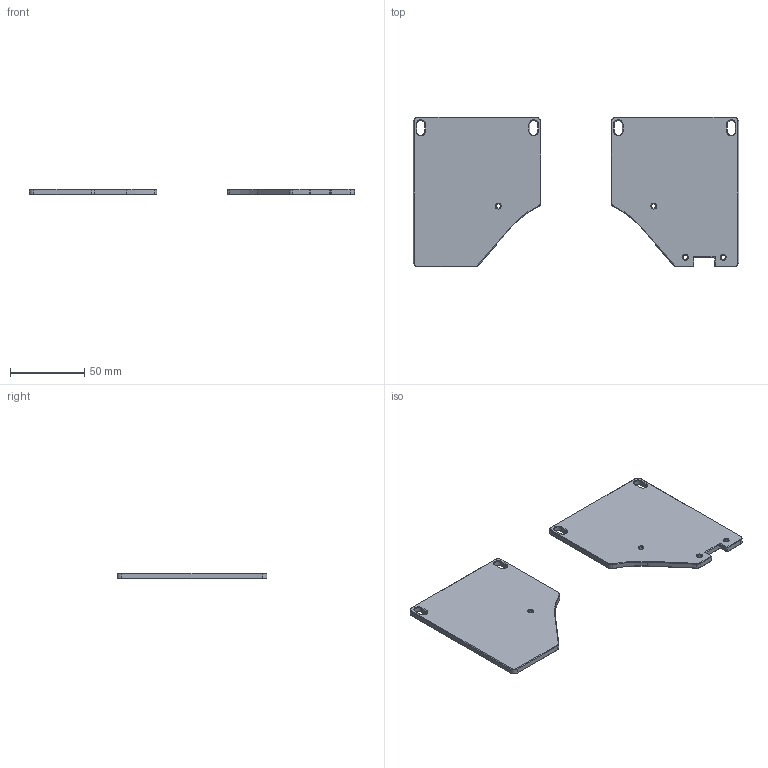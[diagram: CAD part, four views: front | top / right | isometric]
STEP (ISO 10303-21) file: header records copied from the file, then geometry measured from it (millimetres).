
FILE_DESCRIPTION(/* description */ ('','CAx-IF Rec.Pracs.---Representation and Presentation of Product Manufacturing Information (PMI)---4.0---2014-10-13'),/* implementation_level */ '2;1');
FILE_NAME(/* name */ 'powerstrip fan mount.step',/* time_stamp */ '2025-02-18T16:42:49-05:00',/* author */ (''),/* organization */ (''),/* preprocessor_version */ 'ST-DEVELOPER v20',/* originating_system */ 'Autodesk Translation Framework v13.20.0.188',/* authorisation */ '');
FILE_SCHEMA (('AP242_MANAGED_MODEL_BASED_3D_ENGINEERING_MIM_LF { 1 0 10303 442 1 1 4 }'));
Length unit declared in the file: millimetre
Products named in the file (1): powerstrip mount (v2~recovered)
Bounding box: 219.35 x 101 x 4 mm (x, y, z)
Volume: 59963.3 mm3; surface area: 33051.4 mm2
Topology: 2 solids, 2 shells, 210 faces, 482 edges, 276 vertices
Faces by surface type: cone 88, plane 78, cylinder 44
Entity records: 5927 total; most frequent: CARTESIAN_POINT 1113, DIRECTION 1032, ORIENTED_EDGE 964, EDGE_CURVE 482, AXIS2_PLACEMENT_3D 387, VERTEX_POINT 276, LINE 258, VECTOR 258
